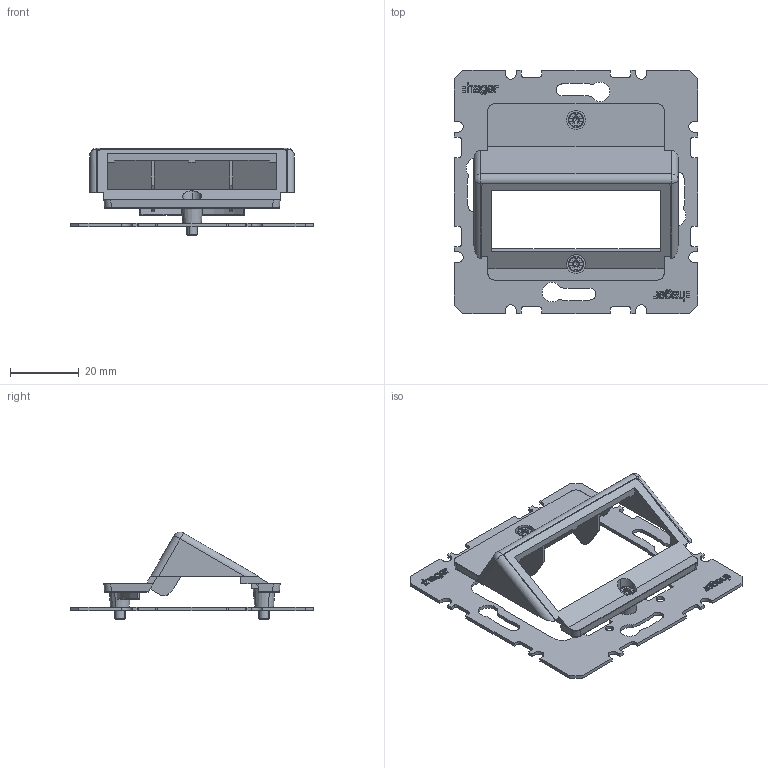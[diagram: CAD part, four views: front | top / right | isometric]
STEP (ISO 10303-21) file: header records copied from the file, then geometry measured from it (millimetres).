
FILE_DESCRIPTION((''),'2;1');
FILE_NAME('WAF2190_GEN_ASM','2025-03-26T09:02:35',('andolfs'),(''),'CREO PARAMETRIC BY PTC INC, 2023154','CREO PARAMETRIC BY PTC INC, 2023154','');
FILE_SCHEMA(('CONFIG_CONTROL_DESIGN','SHAPE_APPEARANCE_LAYERS_GROUPS'));
Products named in the file (5): W4G0156_18; 9022936_GEN; 9005783000; 9002525000; WAF2190_GEN_ASM
Assembly tree (5 placements, depth 2):
  WAF2190_GEN_ASM
    W4G0156_18
    9022936_GEN
    9005783000
    9002525000  x2
Bounding box: 70.9 x 70.9 x 25.57 mm (x, y, z)
Volume: 8216.6 mm3; surface area: 13510.5 mm2
Topology: 4 solids, 4 shells, 1852 faces, 5273 edges, 3480 vertices
Faces by surface type: plane 1623, cylinder 178, cone 29, torus 10, extrusion 4, sphere 4, bspline 4
Entity records: 65061 total; most frequent: CARTESIAN_POINT 11038, ORIENTED_EDGE 10250, DIRECTION 9047, EDGE_CURVE 5125, VECTOR 4651, LINE 4647, VERTEX_POINT 3391, AXIS2_PLACEMENT_3D 2198
